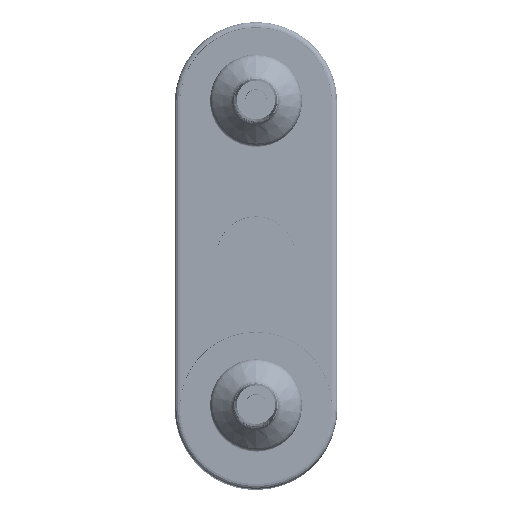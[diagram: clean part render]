
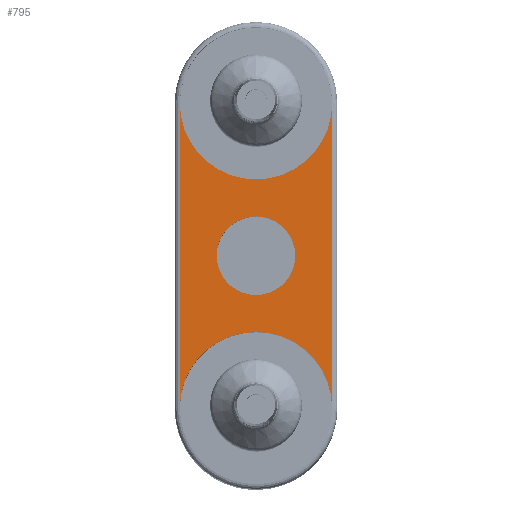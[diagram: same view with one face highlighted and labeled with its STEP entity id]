
A CAD part, top view. The second image highlights one B-rep face of the part: STEP entity #795.
In plain terms, the highlighted planar face has unit normal (0, 0, 1).
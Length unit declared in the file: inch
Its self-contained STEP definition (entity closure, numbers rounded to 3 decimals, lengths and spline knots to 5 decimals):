
#173=CARTESIAN_POINT('',(0.,0.,0.8));
#174=DIRECTION('',(0.,0.,-1.));
#175=DIRECTION('',(1.,0.,0.));
#176=AXIS2_PLACEMENT_3D('',#173,#174,#175);
#192=CARTESIAN_POINT('',(0.,0.,0.8));
#193=DIRECTION('',(0.,0.,-1.));
#194=DIRECTION('',(-1.,0.,0.));
#195=AXIS2_PLACEMENT_3D('',#192,#193,#194);
#201=DIRECTION('',(0.,-1.,0.));
#202=VECTOR('',#201,0.6);
#203=CARTESIAN_POINT('',(0.15,0.3,0.8));
#204=LINE('',#203,#202);
#205=DIRECTION('',(0.,1.,0.));
#206=VECTOR('',#205,0.6);
#207=CARTESIAN_POINT('',(-0.15,-0.3,0.8));
#208=LINE('',#207,#206);
#209=CARTESIAN_POINT('',(0.,0.3,0.8));
#210=DIRECTION('',(0.,0.,-1.));
#211=DIRECTION('',(1.,0.,0.));
#212=AXIS2_PLACEMENT_3D('',#209,#210,#211);
#672=CARTESIAN_POINT('',(0.,-0.3,0.8));
#673=DIRECTION('',(0.,0.,-1.));
#674=DIRECTION('',(-1.,0.,0.));
#675=AXIS2_PLACEMENT_3D('',#672,#673,#674);
#717=CARTESIAN_POINT('',(0.15,0.3,0.8));
#718=CARTESIAN_POINT('',(-0.15,0.3,0.8));
#719=VERTEX_POINT('',#717);
#720=VERTEX_POINT('',#718);
#721=CARTESIAN_POINT('',(-0.0775,0.,0.8));
#722=CARTESIAN_POINT('',(0.0775,0.,0.8));
#723=VERTEX_POINT('',#721);
#724=VERTEX_POINT('',#722);
#731=CARTESIAN_POINT('',(-0.15,-0.3,0.8));
#732=VERTEX_POINT('',#731);
#733=CARTESIAN_POINT('',(0.15,-0.3,0.8));
#734=VERTEX_POINT('',#733);
#776=CARTESIAN_POINT('',(0.,-0.3,0.8));
#777=DIRECTION('',(0.,0.,1.));
#778=DIRECTION('',(1.,0.,0.));
#779=AXIS2_PLACEMENT_3D('',#776,#777,#778);
#780=PLANE('',#779);
#782=ORIENTED_EDGE('',*,*,#781,.F.);
#784=ORIENTED_EDGE('',*,*,#783,.T.);
#786=ORIENTED_EDGE('',*,*,#785,.F.);
#788=ORIENTED_EDGE('',*,*,#787,.T.);
#789=EDGE_LOOP('',(#782,#784,#786,#788));
#790=FACE_OUTER_BOUND('',#789,.F.);
#791=ORIENTED_EDGE('',*,*,#769,.F.);
#792=ORIENTED_EDGE('',*,*,#745,.F.);
#793=EDGE_LOOP('',(#791,#792));
#794=FACE_BOUND('',#793,.F.);
#795=ADVANCED_FACE('',(#790,#794),#780,.T.);
#177=CIRCLE('',#176,0.0775);
#196=CIRCLE('',#195,0.0775);
#213=CIRCLE('',#212,0.15);
#676=CIRCLE('',#675,0.15);
#745=EDGE_CURVE('',#724,#723,#177,.T.);
#769=EDGE_CURVE('',#723,#724,#196,.T.);
#781=EDGE_CURVE('',#719,#720,#213,.T.);
#783=EDGE_CURVE('',#719,#734,#204,.T.);
#785=EDGE_CURVE('',#732,#734,#676,.T.);
#787=EDGE_CURVE('',#732,#720,#208,.T.);
